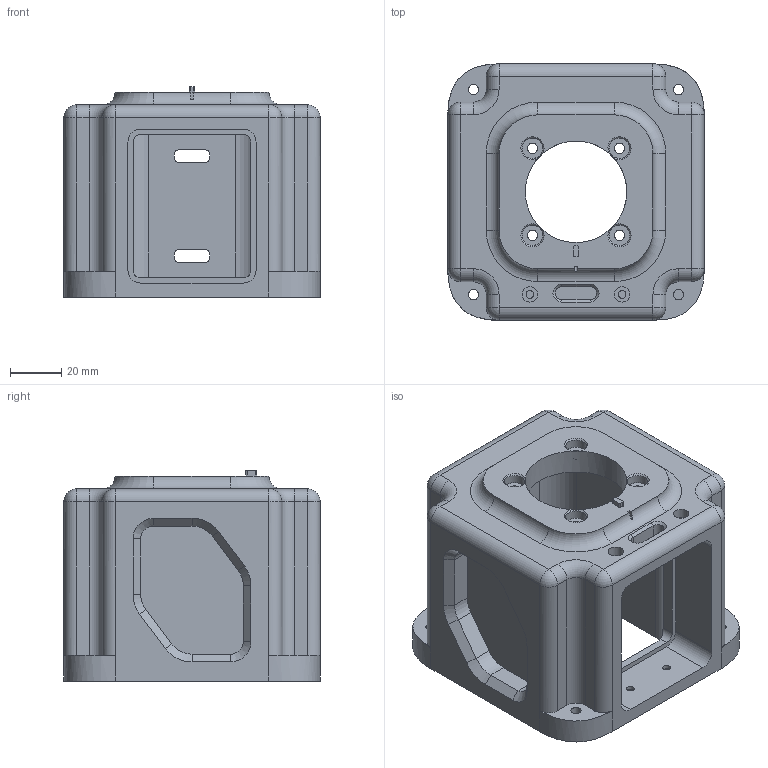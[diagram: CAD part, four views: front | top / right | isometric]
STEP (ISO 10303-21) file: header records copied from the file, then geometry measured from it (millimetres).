
FILE_DESCRIPTION(/* description */ (''),/* implementation_level */ '2;1');
FILE_NAME(/* name */ 'Metal Part (4).step',/* time_stamp */ '2024-04-16T04:13:51-04:00',/* author */ (''),/* organization */ (''),/* preprocessor_version */ 'ST-DEVELOPER v20',/* originating_system */ 'Autodesk Translation Framework v12.20.1.177',/* authorisation */ '');
FILE_SCHEMA (('AUTOMOTIVE_DESIGN { 1 0 10303 214 3 1 1 }'));
Length unit declared in the file: millimetre
Products named in the file (1): Metal Part (4)
Bounding box: 100 x 100 x 82 mm (x, y, z)
Volume: 337503 mm3; surface area: 67702.4 mm2
Topology: 1 solids, 1 shells, 224 faces, 567 edges, 350 vertices
Faces by surface type: plane 92, cylinder 84, cone 20, bspline 12, torus 8, sphere 8
Full cylindrical faces by diameter (mm): 3 x4, 4 x8, 6 x4, 8 x4, 30 x1, 32 x1, 39.6 x1, 48 x1, 50 x1
Entity records: 7317 total; most frequent: CARTESIAN_POINT 1785, DIRECTION 1171, ORIENTED_EDGE 1118, EDGE_CURVE 559, AXIS2_PLACEMENT_3D 430, VERTEX_POINT 350, LINE 311, VECTOR 311
